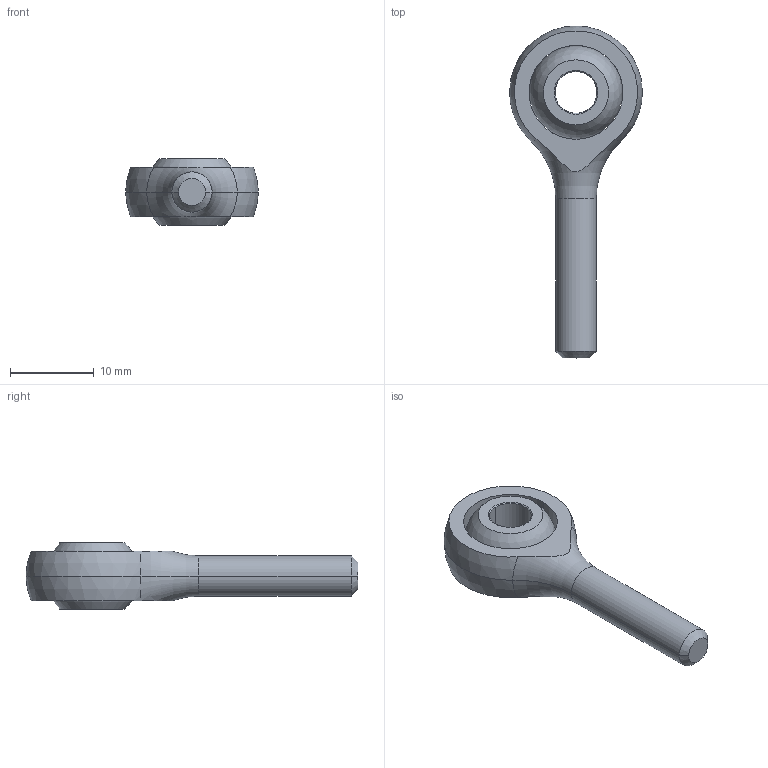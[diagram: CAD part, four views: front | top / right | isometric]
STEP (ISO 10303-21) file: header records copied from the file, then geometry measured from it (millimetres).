
FILE_DESCRIPTION (( 'STEP AP203' ), '1' );
FILE_NAME ('REV-21-2597.STEP', '2022-11-14T16:15:00', ( '' ), ( '' ), 'SwSTEP 2.0', 'SolidWorks 2022', '' );
FILE_SCHEMA (( 'CONFIG_CONTROL_DESIGN' ));
Length unit declared in the file: inch
Products named in the file (1): REV-21-2597
Bounding box: 15.87 x 39.69 x 7.94 mm (x, y, z)
Volume: 1503.6 mm3; surface area: 1468.3 mm2
Topology: 2 solids, 2 shells, 23 faces, 54 edges, 35 vertices
Faces by surface type: cylinder 6, cone 6, plane 5, sphere 4, torus 2
Entity records: 807 total; most frequent: CARTESIAN_POINT 165, DIRECTION 136, ORIENTED_EDGE 104, AXIS2_PLACEMENT_3D 62, EDGE_CURVE 52, CIRCLE 38, VERTEX_POINT 35, EDGE_LOOP 29
